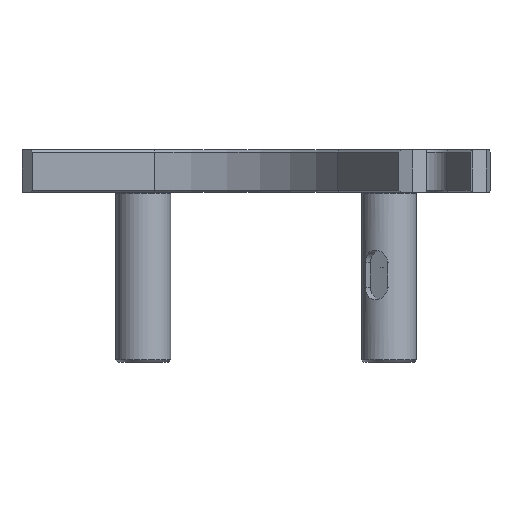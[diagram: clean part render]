
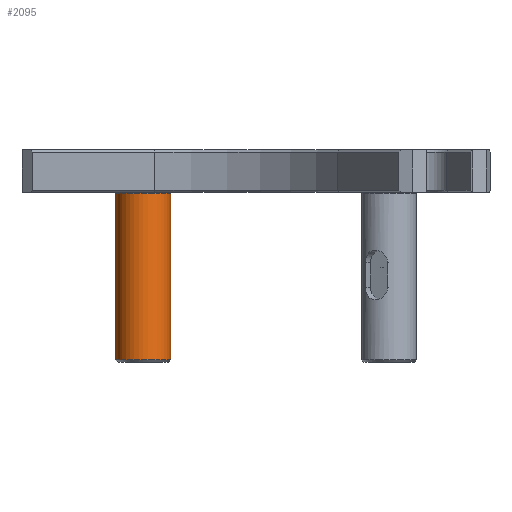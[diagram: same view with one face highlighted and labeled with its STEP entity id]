
A CAD part, front view. The second image highlights one B-rep face of the part: STEP entity #2095.
In plain terms, the highlighted cylindrical face has radius 2.6 mm (diameter 5.2 mm), a full revolution.
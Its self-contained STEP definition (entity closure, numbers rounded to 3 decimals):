
#39=B_SPLINE_CURVE_WITH_KNOTS('',3,(#3579,#3580,#3581,#3582,#3583,#3584,
#3585,#3586,#3587,#3588),.UNSPECIFIED.,.F.,.F.,(4,2,2,2,4),(-0.368,
-0.322,-0.276,-0.23,-0.184),
 .UNSPECIFIED.);
#40=B_SPLINE_CURVE_WITH_KNOTS('',3,(#3590,#3591,#3592,#3593,#3594,#3595,
#3596,#3597,#3598,#3599),.UNSPECIFIED.,.F.,.F.,(4,2,2,2,4),(-0.184,
-0.138,-0.092,-0.046,0.),
 .UNSPECIFIED.);
#41=B_SPLINE_CURVE_WITH_KNOTS('',3,(#3603,#3604,#3605,#3606,#3607,#3608,
#3609,#3610,#3611,#3612),.UNSPECIFIED.,.F.,.F.,(4,2,2,2,4),(0.,0.046,
0.092,0.138,0.184),.UNSPECIFIED.);
#42=B_SPLINE_CURVE_WITH_KNOTS('',3,(#3614,#3615,#3616,#3617,#3618,#3619,
#3620,#3621,#3622,#3623),.UNSPECIFIED.,.F.,.F.,(4,2,2,2,4),(0.184,
0.23,0.276,0.322,0.368),
 .UNSPECIFIED.);
#94=FACE_BOUND('',#836,.T.);
#363=LINE('',#3576,#566);
#364=LINE('',#3601,#567);
#365=LINE('',#3624,#568);
#566=VECTOR('',#2951,2.6);
#567=VECTOR('',#2952,10.);
#568=VECTOR('',#2953,10.);
#594=CYLINDRICAL_SURFACE('',#2369,2.6);
#705=FACE_OUTER_BOUND('',#835,.T.);
#835=EDGE_LOOP('',(#1938,#1939,#1940,#1941));
#836=EDGE_LOOP('',(#1942,#1943,#1944,#1945,#1946,#1947));
#917=CIRCLE('',#2368,2.6);
#918=CIRCLE('',#2370,2.6);
#1097=VERTEX_POINT('',#3570);
#1098=VERTEX_POINT('',#3574);
#1099=VERTEX_POINT('',#3577);
#1100=VERTEX_POINT('',#3578);
#1101=VERTEX_POINT('',#3589);
#1102=VERTEX_POINT('',#3600);
#1103=VERTEX_POINT('',#3602);
#1104=VERTEX_POINT('',#3613);
#1381=EDGE_CURVE('',#1097,#1097,#917,.T.);
#1382=EDGE_CURVE('',#1098,#1098,#918,.T.);
#1383=EDGE_CURVE('',#1098,#1097,#363,.T.);
#1384=EDGE_CURVE('',#1099,#1100,#39,.T.);
#1385=EDGE_CURVE('',#1100,#1101,#40,.T.);
#1386=EDGE_CURVE('',#1101,#1102,#364,.T.);
#1387=EDGE_CURVE('',#1102,#1103,#41,.T.);
#1388=EDGE_CURVE('',#1103,#1104,#42,.T.);
#1389=EDGE_CURVE('',#1104,#1099,#365,.T.);
#1938=ORIENTED_EDGE('',*,*,#1382,.F.);
#1939=ORIENTED_EDGE('',*,*,#1383,.T.);
#1940=ORIENTED_EDGE('',*,*,#1381,.F.);
#1941=ORIENTED_EDGE('',*,*,#1383,.F.);
#1942=ORIENTED_EDGE('',*,*,#1384,.T.);
#1943=ORIENTED_EDGE('',*,*,#1385,.T.);
#1944=ORIENTED_EDGE('',*,*,#1386,.T.);
#1945=ORIENTED_EDGE('',*,*,#1387,.T.);
#1946=ORIENTED_EDGE('',*,*,#1388,.T.);
#1947=ORIENTED_EDGE('',*,*,#1389,.T.);
#2095=ADVANCED_FACE('',(#705,#94),#594,.T.);
#2368=AXIS2_PLACEMENT_3D('',#3572,#2945,#2946);
#2369=AXIS2_PLACEMENT_3D('',#3573,#2947,#2948);
#2370=AXIS2_PLACEMENT_3D('',#3575,#2949,#2950);
#2945=DIRECTION('center_axis',(0.,0.,-1.));
#2946=DIRECTION('ref_axis',(-1.,0.,0.));
#2947=DIRECTION('center_axis',(0.,0.,1.));
#2948=DIRECTION('ref_axis',(-1.,0.,0.));
#2949=DIRECTION('center_axis',(0.,0.,1.));
#2950=DIRECTION('ref_axis',(-1.,0.,0.));
#2951=DIRECTION('',(0.,0.,-1.));
#2952=DIRECTION('',(0.,0.,1.));
#2953=DIRECTION('',(0.,0.,-1.));
#3570=CARTESIAN_POINT('',(2.6,0.,0.2));
#3572=CARTESIAN_POINT('Origin',(0.,0.,0.2));
#3573=CARTESIAN_POINT('Origin',(0.,0.,0.));
#3574=CARTESIAN_POINT('',(2.6,0.,16.012));
#3575=CARTESIAN_POINT('Origin',(0.,0.,16.012));
#3576=CARTESIAN_POINT('',(2.6,0.,0.));
#3577=CARTESIAN_POINT('',(-2.307,-1.2,7.1));
#3578=CARTESIAN_POINT('',(-2.6,0.,5.9));
#3579=CARTESIAN_POINT('Ctrl Pts',(-2.307,-1.2,7.1));
#3580=CARTESIAN_POINT('Ctrl Pts',(-2.307,-1.2,6.947));
#3581=CARTESIAN_POINT('Ctrl Pts',(-2.323,-1.169,6.785));
#3582=CARTESIAN_POINT('Ctrl Pts',(-2.381,-1.046,6.49));
#3583=CARTESIAN_POINT('Ctrl Pts',(-2.421,-0.954,
6.357));
#3584=CARTESIAN_POINT('Ctrl Pts',(-2.494,-0.743,6.146));
#3585=CARTESIAN_POINT('Ctrl Pts',(-2.532,-0.61,6.054));
#3586=CARTESIAN_POINT('Ctrl Pts',(-2.585,-0.315,
5.931));
#3587=CARTESIAN_POINT('Ctrl Pts',(-2.6,-0.153,5.9));
#3588=CARTESIAN_POINT('Ctrl Pts',(-2.6,0.,5.9));
#3589=CARTESIAN_POINT('',(-2.307,1.2,7.1));
#3590=CARTESIAN_POINT('Ctrl Pts',(-2.6,0.,5.9));
#3591=CARTESIAN_POINT('Ctrl Pts',(-2.6,0.153,5.9));
#3592=CARTESIAN_POINT('Ctrl Pts',(-2.585,0.315,5.931));
#3593=CARTESIAN_POINT('Ctrl Pts',(-2.532,0.61,6.054));
#3594=CARTESIAN_POINT('Ctrl Pts',(-2.494,0.743,6.146));
#3595=CARTESIAN_POINT('Ctrl Pts',(-2.421,0.954,6.357));
#3596=CARTESIAN_POINT('Ctrl Pts',(-2.381,1.046,6.49));
#3597=CARTESIAN_POINT('Ctrl Pts',(-2.323,1.169,6.785));
#3598=CARTESIAN_POINT('Ctrl Pts',(-2.307,1.2,6.947));
#3599=CARTESIAN_POINT('Ctrl Pts',(-2.307,1.2,7.1));
#3600=CARTESIAN_POINT('',(-2.307,1.2,9.4));
#3601=CARTESIAN_POINT('',(-2.307,1.2,0.));
#3602=CARTESIAN_POINT('',(-2.6,0.,10.6));
#3603=CARTESIAN_POINT('Ctrl Pts',(-2.307,1.2,9.4));
#3604=CARTESIAN_POINT('Ctrl Pts',(-2.307,1.2,9.553));
#3605=CARTESIAN_POINT('Ctrl Pts',(-2.323,1.169,9.715));
#3606=CARTESIAN_POINT('Ctrl Pts',(-2.381,1.046,10.01));
#3607=CARTESIAN_POINT('Ctrl Pts',(-2.421,0.954,10.143));
#3608=CARTESIAN_POINT('Ctrl Pts',(-2.494,0.743,10.354));
#3609=CARTESIAN_POINT('Ctrl Pts',(-2.532,0.61,10.446));
#3610=CARTESIAN_POINT('Ctrl Pts',(-2.585,0.315,10.569));
#3611=CARTESIAN_POINT('Ctrl Pts',(-2.6,0.153,10.6));
#3612=CARTESIAN_POINT('Ctrl Pts',(-2.6,0.,10.6));
#3613=CARTESIAN_POINT('',(-2.307,-1.2,9.4));
#3614=CARTESIAN_POINT('Ctrl Pts',(-2.6,0.,10.6));
#3615=CARTESIAN_POINT('Ctrl Pts',(-2.6,-0.153,10.6));
#3616=CARTESIAN_POINT('Ctrl Pts',(-2.585,-0.315,
10.569));
#3617=CARTESIAN_POINT('Ctrl Pts',(-2.532,-0.61,
10.446));
#3618=CARTESIAN_POINT('Ctrl Pts',(-2.494,-0.743,10.354));
#3619=CARTESIAN_POINT('Ctrl Pts',(-2.421,-0.954,
10.143));
#3620=CARTESIAN_POINT('Ctrl Pts',(-2.381,-1.046,10.01));
#3621=CARTESIAN_POINT('Ctrl Pts',(-2.323,-1.169,9.715));
#3622=CARTESIAN_POINT('Ctrl Pts',(-2.307,-1.2,9.553));
#3623=CARTESIAN_POINT('Ctrl Pts',(-2.307,-1.2,9.4));
#3624=CARTESIAN_POINT('',(-2.307,-1.2,0.));
